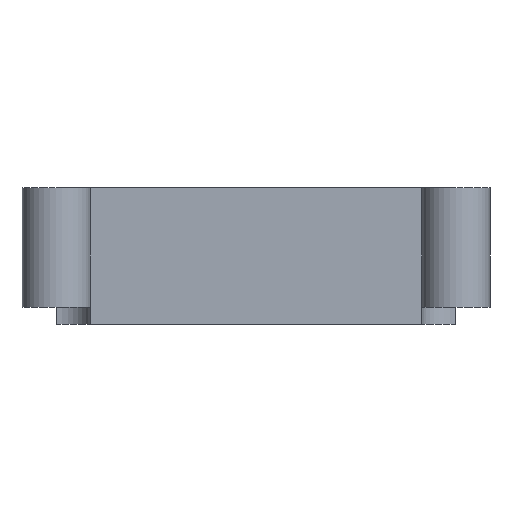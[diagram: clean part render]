
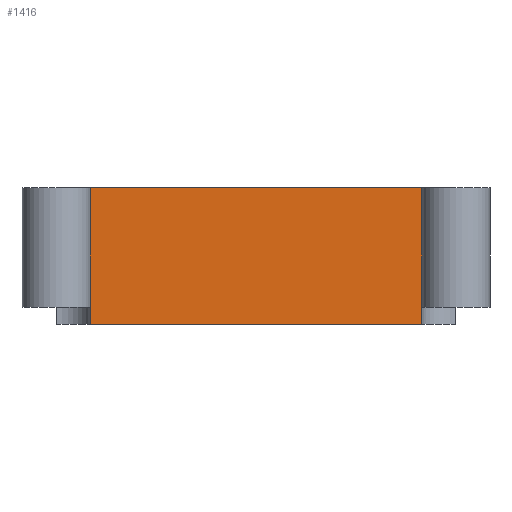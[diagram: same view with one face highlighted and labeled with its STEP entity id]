
A CAD part, left-side view. The second image highlights one B-rep face of the part: STEP entity #1416.
In plain terms, the highlighted planar face has unit normal (-1, 0, 0).
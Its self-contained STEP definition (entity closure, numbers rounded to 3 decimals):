
#51=PLANE('',#1518);
#117=FACE_OUTER_BOUND('',#197,.T.);
#197=EDGE_LOOP('',(#1136,#1137,#1138,#1139,#1140,#1141));
#293=LINE('',#2067,#461);
#338=LINE('',#2175,#506);
#340=LINE('',#2182,#508);
#346=LINE('',#2208,#514);
#347=LINE('',#2210,#515);
#348=LINE('',#2211,#516);
#461=VECTOR('',#1651,10.);
#506=VECTOR('',#1744,10.);
#508=VECTOR('',#1752,10.);
#514=VECTOR('',#1782,10.);
#515=VECTOR('',#1783,10.);
#516=VECTOR('',#1784,10.);
#664=VERTEX_POINT('',#2064);
#665=VERTEX_POINT('',#2066);
#704=VERTEX_POINT('',#2173);
#706=VERTEX_POINT('',#2181);
#714=VERTEX_POINT('',#2207);
#715=VERTEX_POINT('',#2209);
#804=EDGE_CURVE('',#664,#665,#293,.T.);
#859=EDGE_CURVE('',#664,#704,#338,.T.);
#862=EDGE_CURVE('',#706,#665,#340,.T.);
#875=EDGE_CURVE('',#704,#714,#346,.T.);
#876=EDGE_CURVE('',#714,#715,#347,.T.);
#877=EDGE_CURVE('',#715,#706,#348,.T.);
#1136=ORIENTED_EDGE('',*,*,#859,.T.);
#1137=ORIENTED_EDGE('',*,*,#875,.T.);
#1138=ORIENTED_EDGE('',*,*,#876,.T.);
#1139=ORIENTED_EDGE('',*,*,#877,.T.);
#1140=ORIENTED_EDGE('',*,*,#862,.T.);
#1141=ORIENTED_EDGE('',*,*,#804,.F.);
#1416=ADVANCED_FACE('',(#117),#51,.T.);
#1518=AXIS2_PLACEMENT_3D('',#2206,#1780,#1781);
#1651=DIRECTION('',(0.,1.,0.));
#1744=DIRECTION('',(0.,0.,1.));
#1752=DIRECTION('',(0.,0.,-1.));
#1780=DIRECTION('center_axis',(-1.,0.,0.));
#1781=DIRECTION('ref_axis',(0.,1.,0.));
#1782=DIRECTION('',(0.,0.,1.));
#1783=DIRECTION('',(0.,1.,0.));
#1784=DIRECTION('',(0.,0.,-1.));
#2064=CARTESIAN_POINT('',(123.75,-110.27,-24.2));
#2066=CARTESIAN_POINT('',(123.75,-90.87,-24.2));
#2067=CARTESIAN_POINT('',(123.75,-112.27,-24.2));
#2173=CARTESIAN_POINT('',(123.75,-110.27,-23.2));
#2175=CARTESIAN_POINT('',(123.75,-110.27,-23.2));
#2181=CARTESIAN_POINT('',(123.75,-90.87,-23.2));
#2182=CARTESIAN_POINT('',(123.75,-90.87,-23.2));
#2206=CARTESIAN_POINT('Origin',(123.75,-112.27,-16.2));
#2207=CARTESIAN_POINT('',(123.75,-110.27,-16.2));
#2208=CARTESIAN_POINT('',(123.75,-110.27,-16.2));
#2209=CARTESIAN_POINT('',(123.75,-90.87,-16.2));
#2210=CARTESIAN_POINT('',(123.75,-112.27,-16.2));
#2211=CARTESIAN_POINT('',(123.75,-90.87,-16.2));
